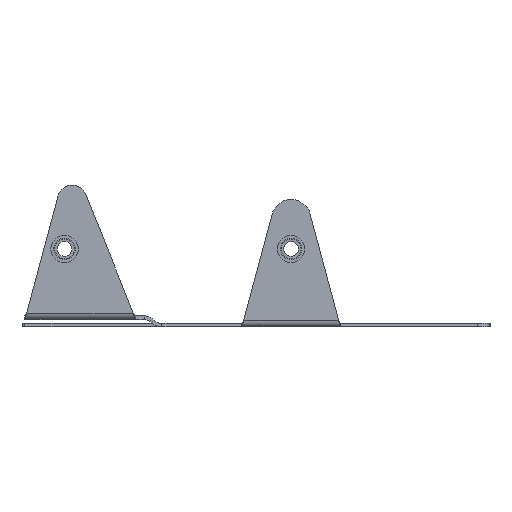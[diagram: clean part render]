
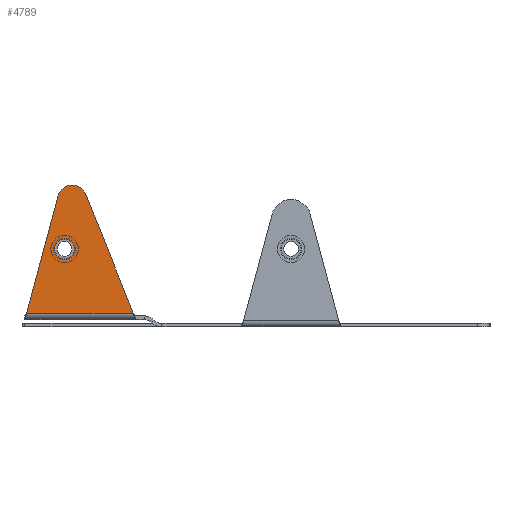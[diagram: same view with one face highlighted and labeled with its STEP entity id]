
A CAD part, left-side view. The second image highlights one B-rep face of the part: STEP entity #4789.
In plain terms, the highlighted planar face has unit normal (-1, 0, 0).
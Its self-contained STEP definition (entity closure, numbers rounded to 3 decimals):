
#2060=DIRECTION('',(0.,-1.,0.));
#2061=VECTOR('',#2060,43.336);
#2062=CARTESIAN_POINT('',(-194.,177.857,4.));
#2063=LINE('',#2062,#2061);
#2097=CARTESIAN_POINT('',(-194.,159.298,50.08));
#2098=DIRECTION('',(-1.,0.,0.));
#2099=DIRECTION('',(0.,-0.929,0.369));
#2100=AXIS2_PLACEMENT_3D('',#2097,#2098,#2099);
#2105=DIRECTION('',(0.,0.369,0.929));
#2106=VECTOR('',#2105,51.974);
#2107=CARTESIAN_POINT('',(-194.,134.521,4.));
#2108=LINE('',#2107,#2106);
#2112=DIRECTION('',(0.,0.259,-0.966));
#2113=VECTOR('',#2112,49.313);
#2114=CARTESIAN_POINT('',(-194.,165.094,51.633));
#2115=LINE('',#2114,#2113);
#2119=CARTESIAN_POINT('',(-194.,162.427,30.17));
#2120=DIRECTION('',(-1.,0.,0.));
#2121=DIRECTION('',(0.,0.,-1.));
#2122=AXIS2_PLACEMENT_3D('',#2119,#2120,#2121);
#2127=CARTESIAN_POINT('',(-194.,162.427,30.17));
#2128=DIRECTION('',(-1.,0.,0.));
#2129=DIRECTION('',(0.,0.,1.));
#2130=AXIS2_PLACEMENT_3D('',#2127,#2128,#2129);
#2531=CARTESIAN_POINT('',(-194.,177.857,4.));
#2532=CARTESIAN_POINT('',(-194.,134.521,4.));
#2533=VERTEX_POINT('',#2531);
#2534=VERTEX_POINT('',#2532);
#2543=CARTESIAN_POINT('',(-194.,153.723,52.296));
#2544=CARTESIAN_POINT('',(-194.,165.094,51.633));
#2545=VERTEX_POINT('',#2543);
#2546=VERTEX_POINT('',#2544);
#2767=CARTESIAN_POINT('',(-194.,162.427,26.17));
#2768=CARTESIAN_POINT('',(-194.,162.427,34.17));
#2769=VERTEX_POINT('',#2767);
#2770=VERTEX_POINT('',#2768);
#4769=CARTESIAN_POINT('',(-194.,141.6,1.5));
#4770=DIRECTION('',(-1.,0.,0.));
#4771=DIRECTION('',(0.,-1.,0.));
#4772=AXIS2_PLACEMENT_3D('',#4769,#4770,#4771);
#4773=PLANE('',#4772);
#4775=ORIENTED_EDGE('',*,*,#4774,.F.);
#4777=ORIENTED_EDGE('',*,*,#4776,.F.);
#4778=ORIENTED_EDGE('',*,*,#4760,.F.);
#4780=ORIENTED_EDGE('',*,*,#4779,.F.);
#4781=EDGE_LOOP('',(#4775,#4777,#4778,#4780));
#4782=FACE_OUTER_BOUND('',#4781,.F.);
#4784=ORIENTED_EDGE('',*,*,#4783,.T.);
#4786=ORIENTED_EDGE('',*,*,#4785,.T.);
#4787=EDGE_LOOP('',(#4784,#4786));
#4788=FACE_BOUND('',#4787,.F.);
#4789=ADVANCED_FACE('',(#4782,#4788),#4773,.T.);
#2101=CIRCLE('',#2100,6.);
#2123=CIRCLE('',#2122,4.);
#2131=CIRCLE('',#2130,4.);
#4760=EDGE_CURVE('',#2533,#2534,#2063,.T.);
#4774=EDGE_CURVE('',#2545,#2546,#2101,.T.);
#4776=EDGE_CURVE('',#2534,#2545,#2108,.T.);
#4779=EDGE_CURVE('',#2546,#2533,#2115,.T.);
#4783=EDGE_CURVE('',#2769,#2770,#2123,.T.);
#4785=EDGE_CURVE('',#2770,#2769,#2131,.T.);
